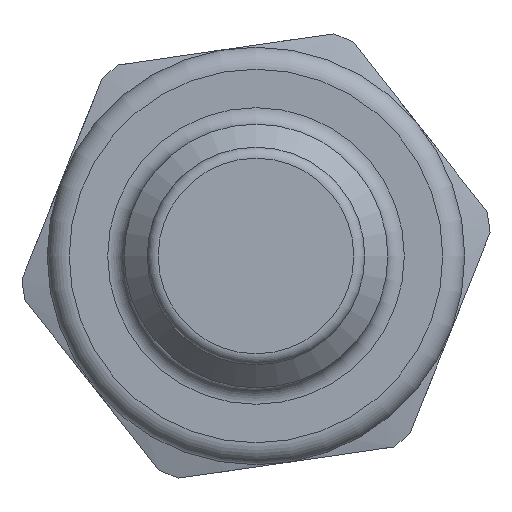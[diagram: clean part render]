
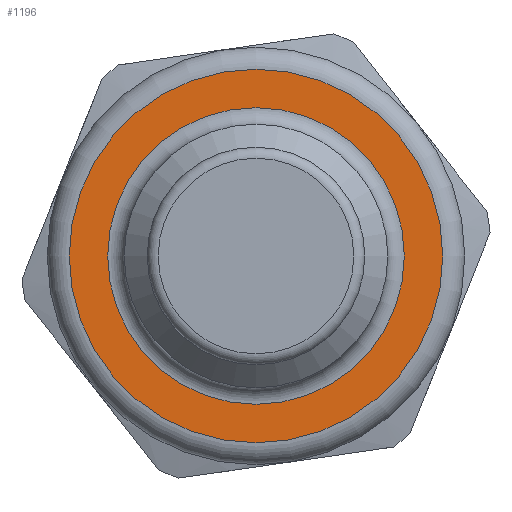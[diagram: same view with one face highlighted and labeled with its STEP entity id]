
A CAD part, left-side view. The second image highlights one B-rep face of the part: STEP entity #1196.
In plain terms, the highlighted planar face has unit normal (-1, 0, 0).
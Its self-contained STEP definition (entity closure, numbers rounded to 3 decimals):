
#1154=CARTESIAN_POINT('',(20.0,8.5,0.0));
#1155=VERTEX_POINT('',#1154);
#1156=CARTESIAN_POINT('',(20.0,0.0,0.0));
#1157=DIRECTION('',(1.0,0.0,0.0));
#1158=DIRECTION('',(0.0,-1.0,0.0));
#1159=AXIS2_PLACEMENT_3D('',#1156,#1157,#1158);
#1160=CIRCLE('',#1159,8.5);
#1161=EDGE_CURVE('',#1155,#1155,#1160,.T.);
#1177=CARTESIAN_POINT('',(20.0,7.75,0.0));
#1178=DIRECTION('',(-1.0,0.0,0.0));
#1179=DIRECTION('',(0.0,0.0,1.0));
#1180=AXIS2_PLACEMENT_3D('',#1177,#1178,#1179);
#1181=PLANE('',#1180);
#1182=ORIENTED_EDGE('',*,*,#1161,.F.);
#1183=EDGE_LOOP('',(#1182));
#1184=FACE_OUTER_BOUND('',#1183,.T.);
#1185=CARTESIAN_POINT('',(20.0,6.75,0.));
#1186=VERTEX_POINT('',#1185);
#1187=CARTESIAN_POINT('',(20.0,0.0,0.0));
#1188=DIRECTION('',(-1.0,0.0,0.0));
#1189=DIRECTION('',(0.0,-1.0,0.0));
#1190=AXIS2_PLACEMENT_3D('',#1187,#1188,#1189);
#1191=CIRCLE('',#1190,6.75);
#1192=EDGE_CURVE('',#1186,#1186,#1191,.T.);
#1193=ORIENTED_EDGE('',*,*,#1192,.F.);
#1194=EDGE_LOOP('',(#1193));
#1195=FACE_BOUND('',#1194,.T.);
#1196=ADVANCED_FACE('',(#1184,#1195),#1181,.T.);
